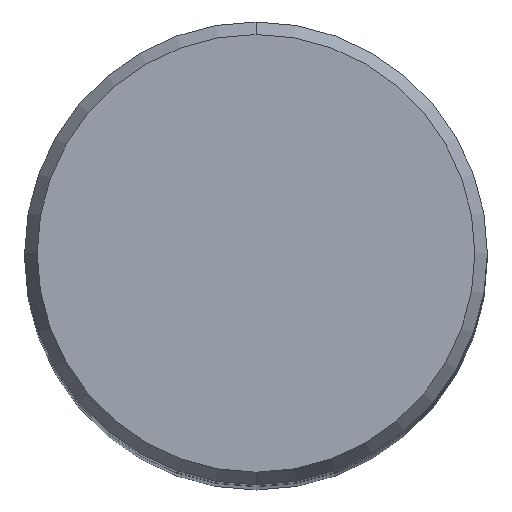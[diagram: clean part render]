
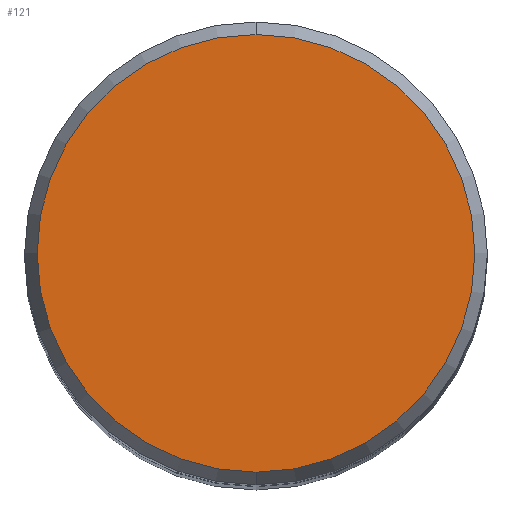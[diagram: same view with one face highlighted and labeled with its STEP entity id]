
A CAD part, top view. The second image highlights one B-rep face of the part: STEP entity #121.
In plain terms, the highlighted planar face has unit normal (0, 0, 1).
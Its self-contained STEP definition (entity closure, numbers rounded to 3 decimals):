
#121=ADVANCED_FACE('',(#308),#309,.T.);
#127=EDGE_CURVE('',#137,#201,#316,.T.);
#137=VERTEX_POINT('',#326);
#145=EDGE_CURVE('',#201,#137,#337,.T.);
#201=VERTEX_POINT('',#400);
#308=FACE_OUTER_BOUND('',#513,.T.);
#309=PLANE('',#514);
#316=CIRCLE('',#524,12.012);
#326=CARTESIAN_POINT('',(0.0,12.012,0.01));
#337=CIRCLE('',#551,12.012);
#400=CARTESIAN_POINT('',(0.,-12.012,0.01));
#513=EDGE_LOOP('',(#751,#752));
#514=AXIS2_PLACEMENT_3D('',#753,#754,#755);
#524=AXIS2_PLACEMENT_3D('',#765,#766,#767);
#551=AXIS2_PLACEMENT_3D('',#794,#795,#796);
#751=ORIENTED_EDGE('',*,*,#127,.F.);
#752=ORIENTED_EDGE('',*,*,#145,.F.);
#753=CARTESIAN_POINT('',(0.0,6.006,0.01));
#754=DIRECTION('',(-0.0,0.0,1.0));
#755=DIRECTION('',(0.0,-1.0,0.0));
#765=CARTESIAN_POINT('',(0.0,0.0,0.01));
#766=DIRECTION('',(0.0,0.0,-1.0));
#767=DIRECTION('',(0.0,1.0,0.0));
#794=CARTESIAN_POINT('',(0.0,0.0,0.01));
#795=DIRECTION('',(0.0,0.0,-1.0));
#796=DIRECTION('',(0.0,1.0,0.0));
